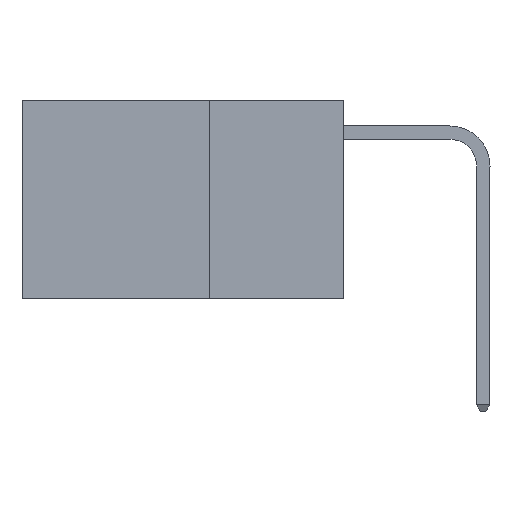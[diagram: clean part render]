
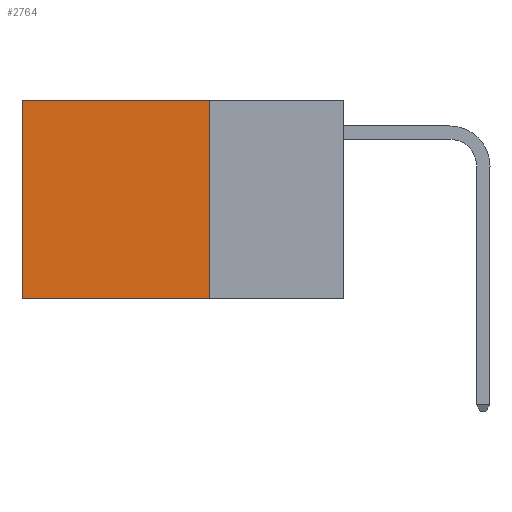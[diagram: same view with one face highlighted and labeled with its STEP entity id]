
A CAD part, left-side view. The second image highlights one B-rep face of the part: STEP entity #2764.
In plain terms, the highlighted planar face has unit normal (-1, 0, 0).
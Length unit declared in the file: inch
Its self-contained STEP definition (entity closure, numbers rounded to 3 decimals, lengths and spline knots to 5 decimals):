
#913 = DIRECTION ( 'NONE',  ( 0., 0., -1. ) ) ;
#992 = VERTEX_POINT ( 'NONE', #4780 ) ;
#2063 = CARTESIAN_POINT ( 'NONE',  ( 0.2625, 0.25, 0. ) ) ;
#2190 = CARTESIAN_POINT ( 'NONE',  ( 0.2625, 0.6, 0. ) ) ;
#2764 = ADVANCED_FACE ( 'NONE', ( #8186 ), #5582, .F. ) ;
#2846 = AXIS2_PLACEMENT_3D ( 'NONE', #5727, #5559, #5556 ) ;
#3076 = VECTOR ( 'NONE', #913, 39.37008 ) ;
#3190 = EDGE_LOOP ( 'NONE', ( #10041, #5692, #11069, #6417 ) ) ;
#3805 = LINE ( 'NONE', #2190, #3076 ) ;
#4780 = CARTESIAN_POINT ( 'NONE',  ( 0.2625, 0.6, -0.37 ) ) ;
#5099 = VERTEX_POINT ( 'NONE', #11234 ) ;
#5183 = CARTESIAN_POINT ( 'NONE',  ( 0.2625, 0.25, -0.37 ) ) ;
#5314 = CARTESIAN_POINT ( 'NONE',  ( 0.2625, 0.25, 0. ) ) ;
#5331 = EDGE_CURVE ( 'NONE', #10429, #5099, #9315, .T. ) ;
#5556 = DIRECTION ( 'NONE',  ( 0., 0., -1. ) ) ;
#5559 = DIRECTION ( 'NONE',  ( 1., 0., 0. ) ) ;
#5582 = PLANE ( 'NONE',  #2846 ) ;
#5692 = ORIENTED_EDGE ( 'NONE', *, *, #13733, .F. ) ;
#5727 = CARTESIAN_POINT ( 'NONE',  ( 0.2625, 0.25, 0. ) ) ;
#5766 = VERTEX_POINT ( 'NONE', #7805 ) ;
#6417 = ORIENTED_EDGE ( 'NONE', *, *, #5331, .T. ) ;
#7247 = VECTOR ( 'NONE', #10248, 39.37008 ) ;
#7561 = LINE ( 'NONE', #2063, #7247 ) ;
#7805 = CARTESIAN_POINT ( 'NONE',  ( 0.2625, 0.25, -0.37 ) ) ;
#8004 = EDGE_CURVE ( 'NONE', #10429, #5766, #7561, .T. ) ;
#8142 = LINE ( 'NONE', #5183, #13979 ) ;
#8186 = FACE_OUTER_BOUND ( 'NONE', #3190, .T. ) ;
#9315 = LINE ( 'NONE', #14857, #9664 ) ;
#9664 = VECTOR ( 'NONE', #14806, 39.37008 ) ;
#10041 = ORIENTED_EDGE ( 'NONE', *, *, #14711, .T. ) ;
#10248 = DIRECTION ( 'NONE',  ( 0., 0., -1. ) ) ;
#10429 = VERTEX_POINT ( 'NONE', #5314 ) ;
#11069 = ORIENTED_EDGE ( 'NONE', *, *, #8004, .F. ) ;
#11234 = CARTESIAN_POINT ( 'NONE',  ( 0.2625, 0.6, 0. ) ) ;
#13085 = DIRECTION ( 'NONE',  ( 0., 1., 0. ) ) ;
#13733 = EDGE_CURVE ( 'NONE', #5766, #992, #8142, .T. ) ;
#13979 = VECTOR ( 'NONE', #13085, 39.37008 ) ;
#14711 = EDGE_CURVE ( 'NONE', #5099, #992, #3805, .T. ) ;
#14806 = DIRECTION ( 'NONE',  ( 0., 1., 0. ) ) ;
#14857 = CARTESIAN_POINT ( 'NONE',  ( 0.2625, 0.25, 0. ) ) ;
